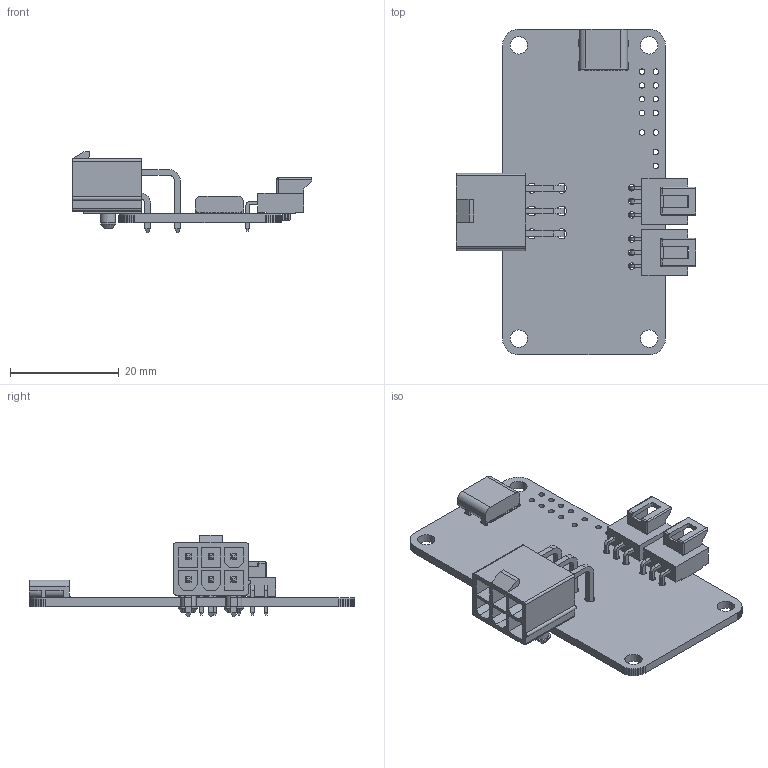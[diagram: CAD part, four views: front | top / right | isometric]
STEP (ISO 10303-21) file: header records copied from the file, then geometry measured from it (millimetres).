
FILE_DESCRIPTION(('KiCad electronic assembly'),'2;1');
FILE_NAME('Chad.step','2023-02-25T00:24:36',('Pcbnew'),('Kicad'), 'Open CASCADE STEP processor 7.6','KiCad to STEP converter','Unknown' );
FILE_SCHEMA(('AUTOMOTIVE_DESIGN { 1 0 10303 214 1 1 1 1 }'));
Length unit declared in the file: millimetre
Products named in the file (8): Chad 1; 3pinnanofithorizontal; COMPOUND; USB_C_Receptacle_Palconn_UTC16-G; SOLID; RBUS; PCB
Assembly tree (8 placements, depth 3):
  Chad 1
    3pinnanofithorizontal  x2
      COMPOUND
    USB_C_Receptacle_Palconn_UTC16-G
      SOLID
    RBUS
      COMPOUND
    PCB
Bounding box: 44.11 x 60 x 15 mm (x, y, z)
Volume: 4434.4 mm3; surface area: 7798.8 mm2
Topology: 5 solids, 5 shells, 863 faces, 2321 edges, 1542 vertices
Faces by surface type: plane 704, cylinder 133, cone 22, sphere 4
Full cylindrical faces by diameter (mm): 0.5 x2, 0.6 x2, 1 x12, 1.2 x6, 1.8 x6, 3.2 x4
Entity records: 47787 total; most frequent: CARTESIAN_POINT 9161, DIRECTION 7028, LINE 5015, VECTOR 5015, ORIENTED_EDGE 3694, PCURVE 3694, DEFINITIONAL_REPRESENTATION 3694, EDGE_CURVE 1847
